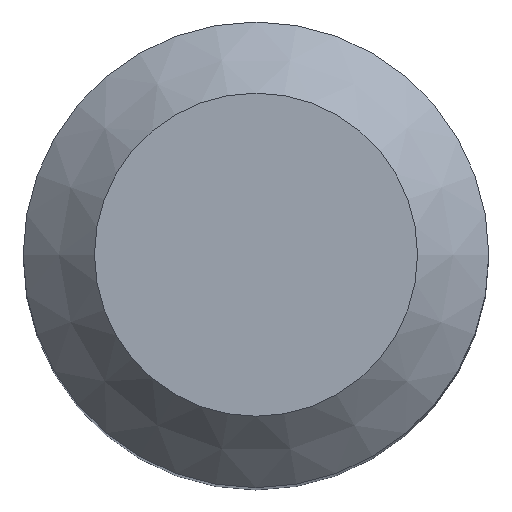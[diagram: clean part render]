
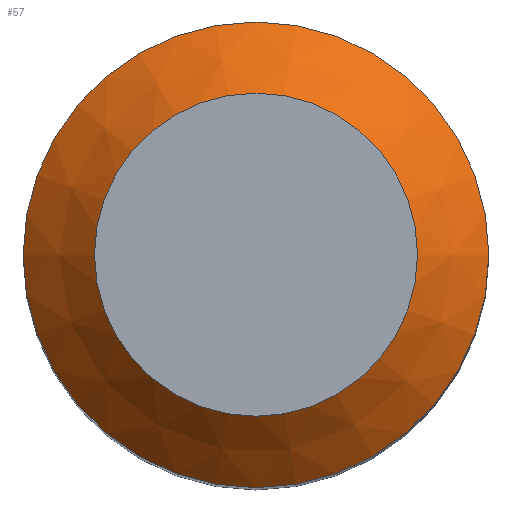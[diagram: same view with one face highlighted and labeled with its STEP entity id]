
A CAD part, top view. The second image highlights one B-rep face of the part: STEP entity #57.
In plain terms, the highlighted conical face has half-angle 45 degrees and reference radius 8 mm.
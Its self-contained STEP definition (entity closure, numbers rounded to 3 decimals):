
#57=ADVANCED_FACE('',(#76,#77),#65,.T.);
#65=CONICAL_SURFACE('',#204,8.,45.);
#76=FACE_BOUND('',#93,.T.);
#77=FACE_BOUND('',#94,.T.);
#93=EDGE_LOOP('',(#111));
#94=EDGE_LOOP('',(#112));
#111=ORIENTED_EDGE('',*,*,#135,.T.);
#112=ORIENTED_EDGE('',*,*,#136,.F.);
#125=VERTEX_POINT('',#295);
#126=VERTEX_POINT('',#298);
#135=EDGE_CURVE('',#125,#125,#144,.T.);
#136=EDGE_CURVE('',#126,#126,#145,.T.);
#144=CIRCLE('',#201,5.55);
#145=CIRCLE('',#203,8.);
#201=AXIS2_PLACEMENT_3D('',#294,#238,#239);
#203=AXIS2_PLACEMENT_3D('',#297,#242,#243);
#204=AXIS2_PLACEMENT_3D('',#299,#244,#245);
#238=DIRECTION('',(0.,0.,-1.));
#239=DIRECTION('',(-1.,0.,0.));
#242=DIRECTION('',(0.,0.,-1.));
#243=DIRECTION('',(-1.,0.,0.));
#244=DIRECTION('',(0.,0.,-1.));
#245=DIRECTION('',(-1.,0.,0.));
#294=CARTESIAN_POINT('',(0.,0.,0.));
#295=CARTESIAN_POINT('',(-5.55,0.,0.));
#297=CARTESIAN_POINT('',(0.,0.,-2.45));
#298=CARTESIAN_POINT('',(-8.,0.,-2.45));
#299=CARTESIAN_POINT('',(0.,0.,-2.45));
